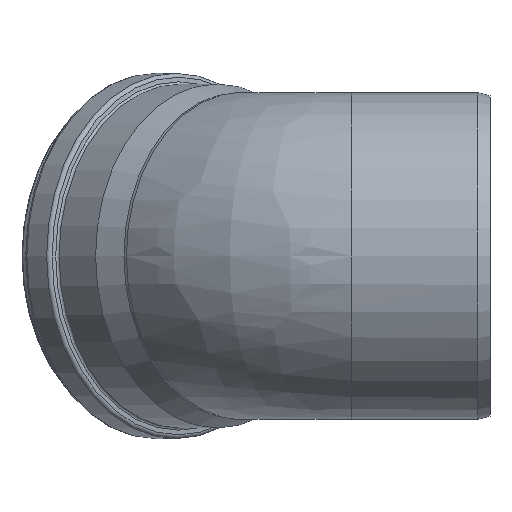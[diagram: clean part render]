
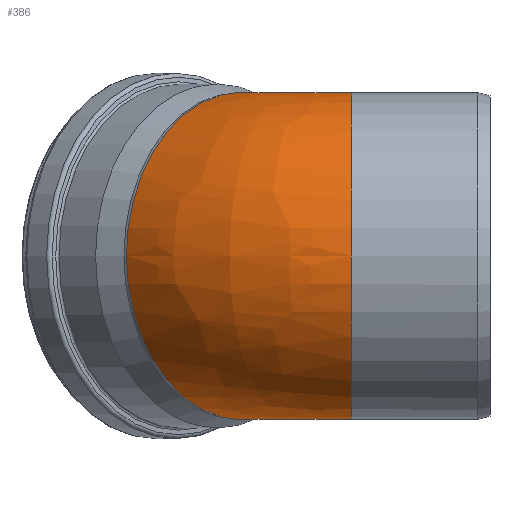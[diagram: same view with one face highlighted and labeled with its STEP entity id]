
A CAD part, left-side view. The second image highlights one B-rep face of the part: STEP entity #386.
In plain terms, the highlighted free-form (B-spline) face has degree [2, 2] with [9, 3] control points.
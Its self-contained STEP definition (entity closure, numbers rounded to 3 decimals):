
#37=(
BOUNDED_SURFACE()
B_SPLINE_SURFACE(2,2,((#765,#766,#767),(#768,#769,#770),(#771,#772,#773),
(#774,#775,#776),(#777,#778,#779),(#780,#781,#782),(#783,#784,#785),(#786,
#787,#788),(#789,#790,#791)),.UNSPECIFIED.,.F.,.F.,.F.)
B_SPLINE_SURFACE_WITH_KNOTS((3,2,2,2,3),(3,3),(-2.781,-1.391,
0.,1.391,2.781),(0.,0.785),
 .UNSPECIFIED.)
GEOMETRIC_REPRESENTATION_ITEM()
RATIONAL_B_SPLINE_SURFACE(((1.,0.924,1.),(0.768,
0.709,0.768),(1.,0.924,1.),(0.768,
0.709,0.768),(1.,0.924,1.),(0.768,
0.709,0.768),(1.,0.924,1.),(0.768,
0.709,0.768),(1.,0.924,1.)))
REPRESENTATION_ITEM('')
SURFACE()
);
#39=B_SPLINE_CURVE_WITH_KNOTS('',3,(#638,#639,#640,#641,#642,#643,#644),
 .UNSPECIFIED.,.F.,.F.,(4,3,4),(-0.001,0.074,
0.146),.UNSPECIFIED.);
#46=B_SPLINE_CURVE_WITH_KNOTS('',3,(#757,#758,#759,#760,#761,#762,#763),
 .UNSPECIFIED.,.F.,.F.,(4,3,4),(-0.001,0.072,
0.146),.UNSPECIFIED.);
#86=FACE_OUTER_BOUND('',#121,.T.);
#121=EDGE_LOOP('',(#305,#306,#307,#308));
#180=CIRCLE('',#425,200.175);
#181=CIRCLE('',#426,200.175);
#212=VERTEX_POINT('',#635);
#213=VERTEX_POINT('',#637);
#219=VERTEX_POINT('',#754);
#220=VERTEX_POINT('',#756);
#249=EDGE_CURVE('',#213,#212,#39,.T.);
#258=EDGE_CURVE('',#220,#219,#46,.T.);
#260=EDGE_CURVE('',#220,#212,#180,.T.);
#261=EDGE_CURVE('',#219,#213,#181,.T.);
#305=ORIENTED_EDGE('',*,*,#249,.T.);
#306=ORIENTED_EDGE('',*,*,#260,.F.);
#307=ORIENTED_EDGE('',*,*,#258,.T.);
#308=ORIENTED_EDGE('',*,*,#261,.T.);
#386=ADVANCED_FACE('',(#86),#37,.F.);
#425=AXIS2_PLACEMENT_3D('',#792,#498,#499);
#426=AXIS2_PLACEMENT_3D('',#793,#500,#501);
#498=DIRECTION('center_axis',(0.707,0.707,0.));
#499=DIRECTION('ref_axis',(0.707,-0.707,0.));
#500=DIRECTION('center_axis',(0.,1.,0.));
#501=DIRECTION('ref_axis',(1.,0.,0.));
#635=CARTESIAN_POINT('',(187.852,171.139,70.621));
#637=CARTESIAN_POINT('',(187.304,169.816,70.621));
#638=CARTESIAN_POINT('Ctrl Pts',(187.304,169.816,70.621));
#639=CARTESIAN_POINT('Ctrl Pts',(187.31,170.063,70.605));
#640=CARTESIAN_POINT('Ctrl Pts',(187.363,170.306,70.597));
#641=CARTESIAN_POINT('Ctrl Pts',(187.459,170.534,70.597));
#642=CARTESIAN_POINT('Ctrl Pts',(187.552,170.758,70.597));
#643=CARTESIAN_POINT('Ctrl Pts',(187.685,170.964,70.605));
#644=CARTESIAN_POINT('Ctrl Pts',(187.852,171.139,70.621));
#754=CARTESIAN_POINT('',(187.304,169.816,-70.621));
#756=CARTESIAN_POINT('',(187.852,171.139,-70.621));
#757=CARTESIAN_POINT('Ctrl Pts',(187.852,171.139,-70.621));
#758=CARTESIAN_POINT('Ctrl Pts',(187.685,170.964,-70.605));
#759=CARTESIAN_POINT('Ctrl Pts',(187.552,170.758,-70.597));
#760=CARTESIAN_POINT('Ctrl Pts',(187.459,170.534,-70.597));
#761=CARTESIAN_POINT('Ctrl Pts',(187.363,170.306,-70.597));
#762=CARTESIAN_POINT('Ctrl Pts',(187.31,170.063,-70.605));
#763=CARTESIAN_POINT('Ctrl Pts',(187.304,169.816,-70.621));
#765=CARTESIAN_POINT('Ctrl Pts',(187.313,169.816,70.596));
#766=CARTESIAN_POINT('Ctrl Pts',(187.313,170.587,70.596));
#767=CARTESIAN_POINT('Ctrl Pts',(187.858,171.133,70.596));
#768=CARTESIAN_POINT('Ctrl Pts',(128.417,169.816,226.866));
#769=CARTESIAN_POINT('Ctrl Pts',(128.417,194.983,226.866));
#770=CARTESIAN_POINT('Ctrl Pts',(146.212,212.779,226.866));
#771=CARTESIAN_POINT('Ctrl Pts',(-35.879,169.816,196.933));
#772=CARTESIAN_POINT('Ctrl Pts',(-35.879,263.037,196.933));
#773=CARTESIAN_POINT('Ctrl Pts',(30.038,328.953,196.933));
#774=CARTESIAN_POINT('Ctrl Pts',(-200.175,169.816,167.));
#775=CARTESIAN_POINT('Ctrl Pts',(-200.175,331.09,167.));
#776=CARTESIAN_POINT('Ctrl Pts',(-86.137,445.128,167.));
#777=CARTESIAN_POINT('Ctrl Pts',(-200.175,169.816,0.));
#778=CARTESIAN_POINT('Ctrl Pts',(-200.175,331.09,0.));
#779=CARTESIAN_POINT('Ctrl Pts',(-86.137,445.128,0.));
#780=CARTESIAN_POINT('Ctrl Pts',(-200.175,169.816,-167.));
#781=CARTESIAN_POINT('Ctrl Pts',(-200.175,331.09,-167.));
#782=CARTESIAN_POINT('Ctrl Pts',(-86.137,445.128,-167.));
#783=CARTESIAN_POINT('Ctrl Pts',(-35.879,169.816,-196.933));
#784=CARTESIAN_POINT('Ctrl Pts',(-35.879,263.037,-196.933));
#785=CARTESIAN_POINT('Ctrl Pts',(30.038,328.953,-196.933));
#786=CARTESIAN_POINT('Ctrl Pts',(128.417,169.816,-226.866));
#787=CARTESIAN_POINT('Ctrl Pts',(128.417,194.983,-226.866));
#788=CARTESIAN_POINT('Ctrl Pts',(146.212,212.779,-226.866));
#789=CARTESIAN_POINT('Ctrl Pts',(187.313,169.816,-70.596));
#790=CARTESIAN_POINT('Ctrl Pts',(187.313,170.587,-70.596));
#791=CARTESIAN_POINT('Ctrl Pts',(187.858,171.133,-70.596));
#792=CARTESIAN_POINT('Origin',(55.408,303.583,0.));
#793=CARTESIAN_POINT('Origin',(0.,169.816,0.));
